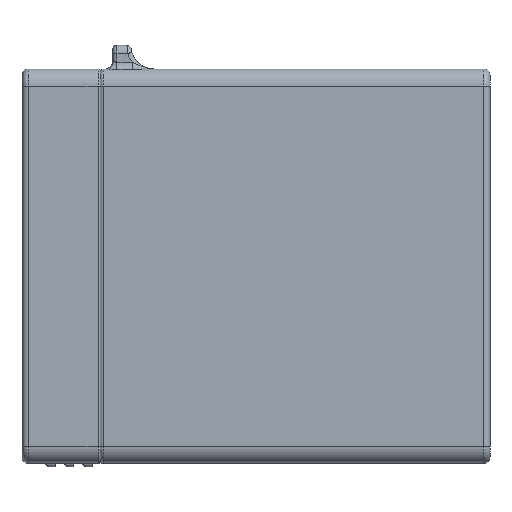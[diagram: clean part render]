
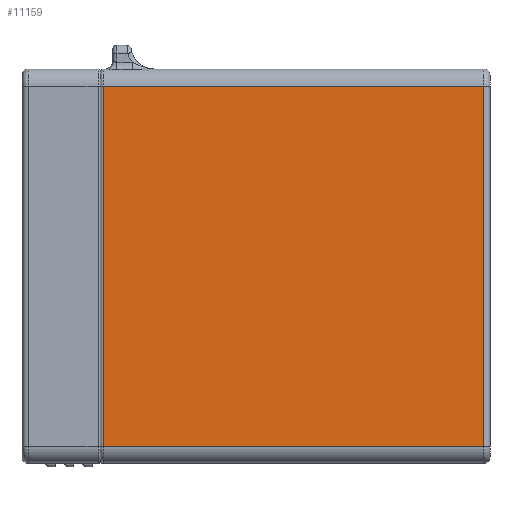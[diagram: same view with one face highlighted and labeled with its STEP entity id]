
A CAD part, left-side view. The second image highlights one B-rep face of the part: STEP entity #11159.
In plain terms, the highlighted planar face has unit normal (-1, 0, 0).
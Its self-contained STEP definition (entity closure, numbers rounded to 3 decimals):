
#111=PLANE('',#12467);
#802=LINE('',#21642,#1443);
#803=LINE('',#21645,#1444);
#804=LINE('',#21650,#1445);
#805=LINE('',#21651,#1446);
#1443=VECTOR('',#15483,10.);
#1444=VECTOR('',#15486,10.);
#1445=VECTOR('',#15493,10.);
#1446=VECTOR('',#15494,10.);
#2502=FACE_OUTER_BOUND('',#3245,.T.);
#3245=EDGE_LOOP('',(#9517,#9518,#9519,#9520));
#5203=VERTEX_POINT('',#21611);
#5210=VERTEX_POINT('',#21640);
#5211=VERTEX_POINT('',#21644);
#5212=VERTEX_POINT('',#21649);
#6671=EDGE_CURVE('',#5210,#5203,#802,.T.);
#6672=EDGE_CURVE('',#5211,#5210,#803,.T.);
#6675=EDGE_CURVE('',#5203,#5212,#804,.T.);
#6676=EDGE_CURVE('',#5212,#5211,#805,.T.);
#9517=ORIENTED_EDGE('',*,*,#6675,.F.);
#9518=ORIENTED_EDGE('',*,*,#6671,.F.);
#9519=ORIENTED_EDGE('',*,*,#6672,.F.);
#9520=ORIENTED_EDGE('',*,*,#6676,.F.);
#11159=ADVANCED_FACE('',(#2502),#111,.T.);
#12467=AXIS2_PLACEMENT_3D('',#21648,#15491,#15492);
#15483=DIRECTION('',(0.,1.,0.));
#15486=DIRECTION('',(0.,0.,-1.));
#15491=DIRECTION('center_axis',(-1.,0.,0.));
#15492=DIRECTION('ref_axis',(0.,-1.,0.));
#15493=DIRECTION('',(0.,0.,1.));
#15494=DIRECTION('',(0.,-1.,0.));
#21611=CARTESIAN_POINT('',(-12.2,37.4,2.));
#21640=CARTESIAN_POINT('',(-12.2,-55.6,2.));
#21642=CARTESIAN_POINT('',(-12.2,27.5,2.));
#21644=CARTESIAN_POINT('',(-12.2,-55.6,90.));
#21645=CARTESIAN_POINT('',(-12.2,-55.6,0.));
#21648=CARTESIAN_POINT('Origin',(-12.2,55.,0.));
#21649=CARTESIAN_POINT('',(-12.2,37.4,90.));
#21650=CARTESIAN_POINT('',(-12.2,37.4,23.));
#21651=CARTESIAN_POINT('',(-12.2,27.5,90.));
